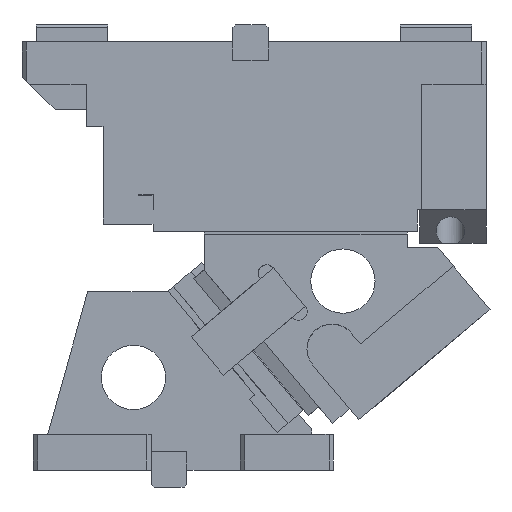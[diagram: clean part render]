
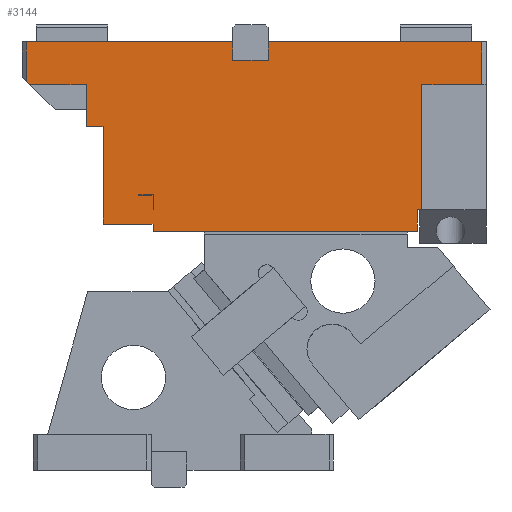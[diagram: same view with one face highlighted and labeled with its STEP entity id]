
A CAD part, left-side view. The second image highlights one B-rep face of the part: STEP entity #3144.
In plain terms, the highlighted planar face has unit normal (-1, 0, 0).
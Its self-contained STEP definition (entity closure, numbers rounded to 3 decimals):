
#1155=CARTESIAN_POINT('Vertex',(452.327,536.374,-30.)) ;
#1158=CARTESIAN_POINT('Line Origine',(452.327,537.442,-28.96)) ;
#1162=CARTESIAN_POINT('Vertex',(452.327,538.51,-27.921)) ;
#2876=CARTESIAN_POINT('Vertex',(452.327,496.51,-30.)) ;
#2879=CARTESIAN_POINT('Line Origine',(452.327,516.442,-30.)) ;
#2951=CARTESIAN_POINT('Axis2P3D Location',(452.327,364.283,-58.524)) ;
#2956=CARTESIAN_POINT('Line Origine',(452.327,263.14,-117.594)) ;
#2960=CARTESIAN_POINT('Vertex',(452.327,261.51,-117.594)) ;
#2962=CARTESIAN_POINT('Vertex',(452.327,264.77,-117.594)) ;
#2965=CARTESIAN_POINT('Line Origine',(452.327,261.51,-73.797)) ;
#2969=CARTESIAN_POINT('Vertex',(452.327,261.51,-30.)) ;
#2972=CARTESIAN_POINT('Line Origine',(452.327,240.51,-30.)) ;
#2976=CARTESIAN_POINT('Vertex',(452.327,219.51,-30.)) ;
#2979=CARTESIAN_POINT('Line Origine',(452.327,219.51,-15.)) ;
#2983=CARTESIAN_POINT('Vertex',(452.327,219.51,0.)) ;
#2986=CARTESIAN_POINT('Line Origine',(452.327,294.26,0.)) ;
#2990=CARTESIAN_POINT('Vertex',(452.327,369.01,0.)) ;
#2993=CARTESIAN_POINT('Line Origine',(452.327,369.01,-6.5)) ;
#2997=CARTESIAN_POINT('Vertex',(452.327,369.01,-13.)) ;
#3000=CARTESIAN_POINT('Line Origine',(452.327,381.51,-13.)) ;
#3004=CARTESIAN_POINT('Vertex',(452.327,394.01,-13.)) ;
#3007=CARTESIAN_POINT('Line Origine',(452.327,394.01,-6.5)) ;
#3011=CARTESIAN_POINT('Vertex',(452.327,394.01,0.)) ;
#3014=CARTESIAN_POINT('Line Origine',(452.327,466.26,0.)) ;
#3018=CARTESIAN_POINT('Vertex',(452.327,538.51,0.)) ;
#3021=CARTESIAN_POINT('Line Origine',(452.327,538.51,-13.96)) ;
#3026=CARTESIAN_POINT('Line Origine',(452.327,496.51,-44.798)) ;
#3030=CARTESIAN_POINT('Vertex',(452.327,496.51,-59.596)) ;
#3033=CARTESIAN_POINT('Line Origine',(452.327,490.64,-59.596)) ;
#3037=CARTESIAN_POINT('Vertex',(452.327,484.77,-59.596)) ;
#3040=CARTESIAN_POINT('Line Origine',(452.327,484.77,-93.595)) ;
#3044=CARTESIAN_POINT('Vertex',(452.327,484.77,-127.594)) ;
#3047=CARTESIAN_POINT('Line Origine',(452.327,467.27,-127.594)) ;
#3051=CARTESIAN_POINT('Vertex',(452.327,449.77,-127.594)) ;
#3054=CARTESIAN_POINT('Line Origine',(452.327,449.77,-130.094)) ;
#3058=CARTESIAN_POINT('Vertex',(452.327,449.77,-132.594)) ;
#3061=CARTESIAN_POINT('Line Origine',(452.327,357.27,-132.594)) ;
#3065=CARTESIAN_POINT('Vertex',(452.327,264.77,-132.594)) ;
#3068=CARTESIAN_POINT('Line Origine',(452.327,264.77,-125.094)) ;
#3094=CARTESIAN_POINT('Line Origine',(452.327,459.77,-107.344)) ;
#3098=CARTESIAN_POINT('Vertex',(452.327,459.77,-107.594)) ;
#3100=CARTESIAN_POINT('Vertex',(452.327,459.77,-107.094)) ;
#3103=CARTESIAN_POINT('Line Origine',(452.327,454.52,-107.094)) ;
#3107=CARTESIAN_POINT('Vertex',(452.327,449.27,-107.094)) ;
#3110=CARTESIAN_POINT('Line Origine',(452.327,449.27,-112.344)) ;
#3114=CARTESIAN_POINT('Vertex',(452.327,449.27,-117.594)) ;
#3117=CARTESIAN_POINT('Line Origine',(452.327,449.52,-117.594)) ;
#3121=CARTESIAN_POINT('Vertex',(452.327,449.77,-117.594)) ;
#3124=CARTESIAN_POINT('Line Origine',(452.327,449.77,-112.594)) ;
#3128=CARTESIAN_POINT('Vertex',(452.327,449.77,-107.594)) ;
#3131=CARTESIAN_POINT('Line Origine',(452.327,454.77,-107.594)) ;
#1159=DIRECTION('Vector Direction',(0.,-0.717,-0.698)) ;
#2880=DIRECTION('Vector Direction',(0.,-1.,0.)) ;
#2952=DIRECTION('Axis2P3D Direction',(-1.,0.,0.)) ;
#2953=DIRECTION('Axis2P3D XDirection',(0.,1.,0.)) ;
#2957=DIRECTION('Vector Direction',(0.,1.,0.)) ;
#2966=DIRECTION('Vector Direction',(0.,0.,-1.)) ;
#2973=DIRECTION('Vector Direction',(0.,-1.,0.)) ;
#2980=DIRECTION('Vector Direction',(0.,0.,-1.)) ;
#2987=DIRECTION('Vector Direction',(0.,-1.,0.)) ;
#2994=DIRECTION('Vector Direction',(0.,0.,-1.)) ;
#3001=DIRECTION('Vector Direction',(0.,1.,0.)) ;
#3008=DIRECTION('Vector Direction',(0.,0.,1.)) ;
#3015=DIRECTION('Vector Direction',(0.,-1.,0.)) ;
#3022=DIRECTION('Vector Direction',(0.,0.,1.)) ;
#3027=DIRECTION('Vector Direction',(0.,0.,-1.)) ;
#3034=DIRECTION('Vector Direction',(0.,-1.,0.)) ;
#3041=DIRECTION('Vector Direction',(0.,0.,-1.)) ;
#3048=DIRECTION('Vector Direction',(0.,-1.,0.)) ;
#3055=DIRECTION('Vector Direction',(0.,0.,-1.)) ;
#3062=DIRECTION('Vector Direction',(0.,-1.,0.)) ;
#3069=DIRECTION('Vector Direction',(0.,0.,1.)) ;
#3095=DIRECTION('Vector Direction',(0.,0.,1.)) ;
#3104=DIRECTION('Vector Direction',(0.,-1.,0.)) ;
#3111=DIRECTION('Vector Direction',(0.,0.,-1.)) ;
#3118=DIRECTION('Vector Direction',(0.,1.,0.)) ;
#3125=DIRECTION('Vector Direction',(0.,0.,-1.)) ;
#3132=DIRECTION('Vector Direction',(0.,1.,0.)) ;
#2954=AXIS2_PLACEMENT_3D('Plane Axis2P3D',#2951,#2952,#2953) ;
#3074=ORIENTED_EDGE('',*,*,#2964,.F.) ;
#3075=ORIENTED_EDGE('',*,*,#2971,.F.) ;
#3076=ORIENTED_EDGE('',*,*,#2978,.T.) ;
#3077=ORIENTED_EDGE('',*,*,#2985,.F.) ;
#3078=ORIENTED_EDGE('',*,*,#2992,.F.) ;
#3079=ORIENTED_EDGE('',*,*,#2999,.T.) ;
#3080=ORIENTED_EDGE('',*,*,#3006,.T.) ;
#3081=ORIENTED_EDGE('',*,*,#3013,.T.) ;
#3082=ORIENTED_EDGE('',*,*,#3020,.F.) ;
#3083=ORIENTED_EDGE('',*,*,#3025,.F.) ;
#3084=ORIENTED_EDGE('',*,*,#1164,.T.) ;
#3085=ORIENTED_EDGE('',*,*,#2883,.T.) ;
#3086=ORIENTED_EDGE('',*,*,#3032,.T.) ;
#3087=ORIENTED_EDGE('',*,*,#3039,.T.) ;
#3088=ORIENTED_EDGE('',*,*,#3046,.T.) ;
#3089=ORIENTED_EDGE('',*,*,#3053,.T.) ;
#3090=ORIENTED_EDGE('',*,*,#3060,.F.) ;
#3091=ORIENTED_EDGE('',*,*,#3067,.T.) ;
#3092=ORIENTED_EDGE('',*,*,#3072,.T.) ;
#3137=ORIENTED_EDGE('',*,*,#3102,.T.) ;
#3138=ORIENTED_EDGE('',*,*,#3109,.T.) ;
#3139=ORIENTED_EDGE('',*,*,#3116,.T.) ;
#3140=ORIENTED_EDGE('',*,*,#3123,.T.) ;
#3141=ORIENTED_EDGE('',*,*,#3130,.F.) ;
#3142=ORIENTED_EDGE('',*,*,#3135,.T.) ;
#3143=FACE_BOUND('',#3136,.T.) ;
#1160=VECTOR('Line Direction',#1159,1.) ;
#2881=VECTOR('Line Direction',#2880,1.) ;
#2958=VECTOR('Line Direction',#2957,1.) ;
#2967=VECTOR('Line Direction',#2966,1.) ;
#2974=VECTOR('Line Direction',#2973,1.) ;
#2981=VECTOR('Line Direction',#2980,1.) ;
#2988=VECTOR('Line Direction',#2987,1.) ;
#2995=VECTOR('Line Direction',#2994,1.) ;
#3002=VECTOR('Line Direction',#3001,1.) ;
#3009=VECTOR('Line Direction',#3008,1.) ;
#3016=VECTOR('Line Direction',#3015,1.) ;
#3023=VECTOR('Line Direction',#3022,1.) ;
#3028=VECTOR('Line Direction',#3027,1.) ;
#3035=VECTOR('Line Direction',#3034,1.) ;
#3042=VECTOR('Line Direction',#3041,1.) ;
#3049=VECTOR('Line Direction',#3048,1.) ;
#3056=VECTOR('Line Direction',#3055,1.) ;
#3063=VECTOR('Line Direction',#3062,1.) ;
#3070=VECTOR('Line Direction',#3069,1.) ;
#3096=VECTOR('Line Direction',#3095,1.) ;
#3105=VECTOR('Line Direction',#3104,1.) ;
#3112=VECTOR('Line Direction',#3111,1.) ;
#3119=VECTOR('Line Direction',#3118,1.) ;
#3126=VECTOR('Line Direction',#3125,1.) ;
#3133=VECTOR('Line Direction',#3132,1.) ;
#3144=ADVANCED_FACE('CAM HOLDER',(#3093,#3143),#2955,.T.) ;
#1164=EDGE_CURVE('',#1163,#1156,#1161,.T.) ;
#2883=EDGE_CURVE('',#1156,#2877,#2882,.T.) ;
#2964=EDGE_CURVE('',#2961,#2963,#2959,.T.) ;
#2971=EDGE_CURVE('',#2970,#2961,#2968,.T.) ;
#2978=EDGE_CURVE('',#2970,#2977,#2975,.T.) ;
#2985=EDGE_CURVE('',#2984,#2977,#2982,.T.) ;
#2992=EDGE_CURVE('',#2991,#2984,#2989,.T.) ;
#2999=EDGE_CURVE('',#2991,#2998,#2996,.T.) ;
#3006=EDGE_CURVE('',#2998,#3005,#3003,.T.) ;
#3013=EDGE_CURVE('',#3005,#3012,#3010,.T.) ;
#3020=EDGE_CURVE('',#3019,#3012,#3017,.T.) ;
#3025=EDGE_CURVE('',#1163,#3019,#3024,.T.) ;
#3032=EDGE_CURVE('',#2877,#3031,#3029,.T.) ;
#3039=EDGE_CURVE('',#3031,#3038,#3036,.T.) ;
#3046=EDGE_CURVE('',#3038,#3045,#3043,.T.) ;
#3053=EDGE_CURVE('',#3045,#3052,#3050,.T.) ;
#3060=EDGE_CURVE('',#3059,#3052,#3057,.F.) ;
#3067=EDGE_CURVE('',#3059,#3066,#3064,.T.) ;
#3072=EDGE_CURVE('',#3066,#2963,#3071,.T.) ;
#3102=EDGE_CURVE('',#3099,#3101,#3097,.T.) ;
#3109=EDGE_CURVE('',#3101,#3108,#3106,.T.) ;
#3116=EDGE_CURVE('',#3108,#3115,#3113,.T.) ;
#3123=EDGE_CURVE('',#3115,#3122,#3120,.T.) ;
#3130=EDGE_CURVE('',#3129,#3122,#3127,.T.) ;
#3135=EDGE_CURVE('',#3129,#3099,#3134,.T.) ;
#3073=EDGE_LOOP('',(#3074,#3075,#3076,#3077,#3078,#3079,#3080,#3081,#3082,#3083,#3084,#3085,#3086,#3087,#3088,#3089,#3090,#3091,#3092)) ;
#3136=EDGE_LOOP('',(#3137,#3138,#3139,#3140,#3141,#3142)) ;
#3093=FACE_OUTER_BOUND('',#3073,.T.) ;
#1161=LINE('Line',#1158,#1160) ;
#2882=LINE('Line',#2879,#2881) ;
#2959=LINE('Line',#2956,#2958) ;
#2968=LINE('Line',#2965,#2967) ;
#2975=LINE('Line',#2972,#2974) ;
#2982=LINE('Line',#2979,#2981) ;
#2989=LINE('Line',#2986,#2988) ;
#2996=LINE('Line',#2993,#2995) ;
#3003=LINE('Line',#3000,#3002) ;
#3010=LINE('Line',#3007,#3009) ;
#3017=LINE('Line',#3014,#3016) ;
#3024=LINE('Line',#3021,#3023) ;
#3029=LINE('Line',#3026,#3028) ;
#3036=LINE('Line',#3033,#3035) ;
#3043=LINE('Line',#3040,#3042) ;
#3050=LINE('Line',#3047,#3049) ;
#3057=LINE('Line',#3054,#3056) ;
#3064=LINE('Line',#3061,#3063) ;
#3071=LINE('Line',#3068,#3070) ;
#3097=LINE('Line',#3094,#3096) ;
#3106=LINE('Line',#3103,#3105) ;
#3113=LINE('Line',#3110,#3112) ;
#3120=LINE('Line',#3117,#3119) ;
#3127=LINE('Line',#3124,#3126) ;
#3134=LINE('Line',#3131,#3133) ;
#2955=PLANE('Plane',#2954) ;
#1156=VERTEX_POINT('',#1155) ;
#1163=VERTEX_POINT('',#1162) ;
#2877=VERTEX_POINT('',#2876) ;
#2961=VERTEX_POINT('',#2960) ;
#2963=VERTEX_POINT('',#2962) ;
#2970=VERTEX_POINT('',#2969) ;
#2977=VERTEX_POINT('',#2976) ;
#2984=VERTEX_POINT('',#2983) ;
#2991=VERTEX_POINT('',#2990) ;
#2998=VERTEX_POINT('',#2997) ;
#3005=VERTEX_POINT('',#3004) ;
#3012=VERTEX_POINT('',#3011) ;
#3019=VERTEX_POINT('',#3018) ;
#3031=VERTEX_POINT('',#3030) ;
#3038=VERTEX_POINT('',#3037) ;
#3045=VERTEX_POINT('',#3044) ;
#3052=VERTEX_POINT('',#3051) ;
#3059=VERTEX_POINT('',#3058) ;
#3066=VERTEX_POINT('',#3065) ;
#3099=VERTEX_POINT('',#3098) ;
#3101=VERTEX_POINT('',#3100) ;
#3108=VERTEX_POINT('',#3107) ;
#3115=VERTEX_POINT('',#3114) ;
#3122=VERTEX_POINT('',#3121) ;
#3129=VERTEX_POINT('',#3128) ;
